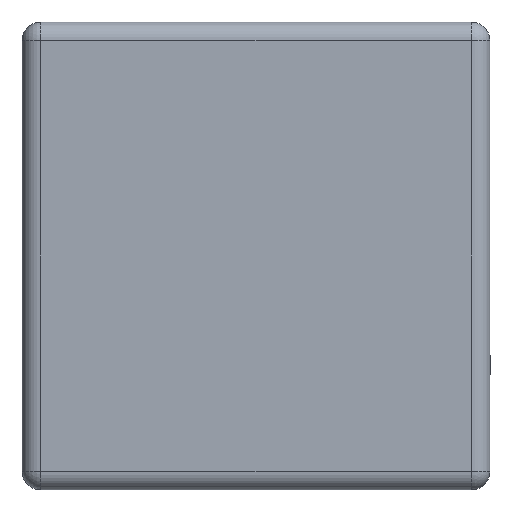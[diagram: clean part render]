
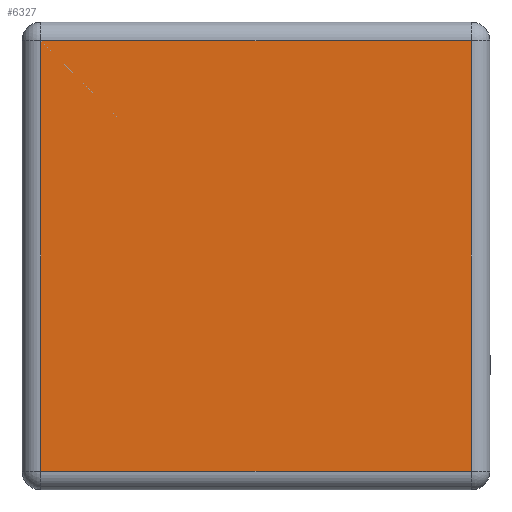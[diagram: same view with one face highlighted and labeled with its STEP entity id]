
A CAD part, left-side view. The second image highlights one B-rep face of the part: STEP entity #6327.
In plain terms, the highlighted planar face has unit normal (-1, 0, 0).
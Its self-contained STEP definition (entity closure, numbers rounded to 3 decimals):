
#526=FACE_OUTER_BOUND('',#904,.T.);
#904=EDGE_LOOP('',(#4560,#4561,#4562,#4563));
#1414=LINE('',#9773,#2034);
#1415=LINE('',#9775,#2035);
#1416=LINE('',#9777,#2036);
#1417=LINE('',#9778,#2037);
#2034=VECTOR('',#7635,1.);
#2035=VECTOR('',#7636,1.);
#2036=VECTOR('',#7637,1.);
#2037=VECTOR('',#7638,1.);
#2838=VERTEX_POINT('',#9771);
#2839=VERTEX_POINT('',#9772);
#2840=VERTEX_POINT('',#9774);
#2841=VERTEX_POINT('',#9776);
#3510=EDGE_CURVE('',#2838,#2839,#1414,.T.);
#3511=EDGE_CURVE('',#2839,#2840,#1415,.T.);
#3512=EDGE_CURVE('',#2840,#2841,#1416,.T.);
#3513=EDGE_CURVE('',#2841,#2838,#1417,.T.);
#4560=ORIENTED_EDGE('',*,*,#3510,.T.);
#4561=ORIENTED_EDGE('',*,*,#3511,.T.);
#4562=ORIENTED_EDGE('',*,*,#3512,.T.);
#4563=ORIENTED_EDGE('',*,*,#3513,.T.);
#6009=PLANE('',#6825);
#6327=ADVANCED_FACE('',(#526),#6009,.T.);
#6825=AXIS2_PLACEMENT_3D('',#9770,#7633,#7634);
#7633=DIRECTION('center_axis',(-1.,0.,0.));
#7634=DIRECTION('ref_axis',(0.,0.,-1.));
#7635=DIRECTION('',(0.,1.,0.));
#7636=DIRECTION('',(0.,0.,-1.));
#7637=DIRECTION('',(0.,-1.,0.));
#7638=DIRECTION('',(0.,0.,1.));
#9770=CARTESIAN_POINT('Origin',(-0.5,0.,0.25));
#9771=CARTESIAN_POINT('',(-0.5,-0.23,0.48));
#9772=CARTESIAN_POINT('',(-0.5,0.23,0.48));
#9773=CARTESIAN_POINT('',(-0.5,0.25,0.48));
#9774=CARTESIAN_POINT('',(-0.5,0.23,0.02));
#9775=CARTESIAN_POINT('',(-0.5,0.23,0.));
#9776=CARTESIAN_POINT('',(-0.5,-0.23,0.02));
#9777=CARTESIAN_POINT('',(-0.5,-0.25,0.02));
#9778=CARTESIAN_POINT('',(-0.5,-0.23,0.5));
